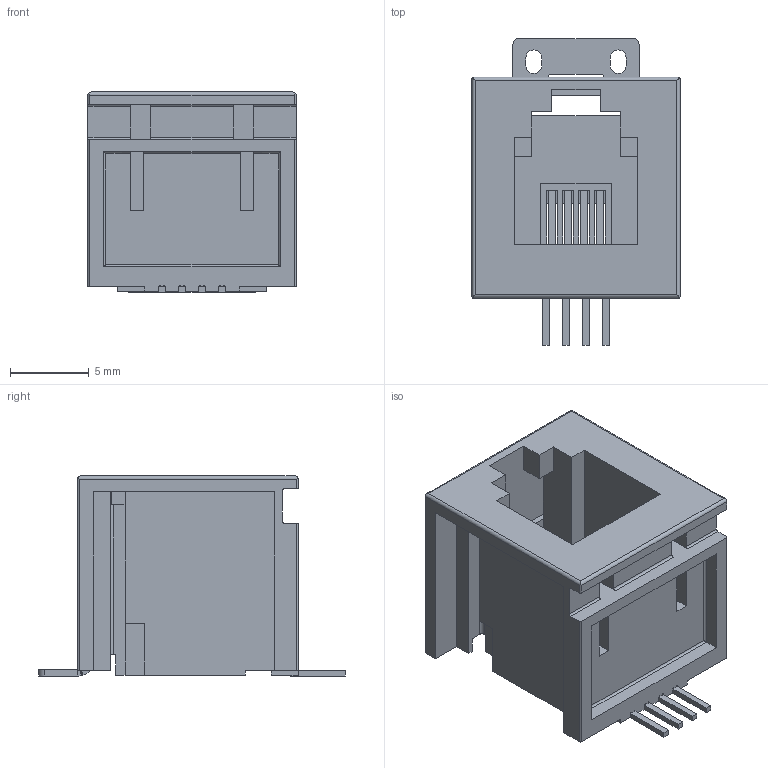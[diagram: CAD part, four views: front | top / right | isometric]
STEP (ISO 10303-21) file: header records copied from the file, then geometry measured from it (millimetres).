
FILE_DESCRIPTION((''),'2;1');
FILE_NAME('98431_SW0001','2009-10-26T',('sspandia'),('FCI - ELX Division'),'PRO/ENGINEER BY PARAMETRIC TECHNOLOGY CORPORATION, 2008010','PRO/ENGINEER BY PARAMETRIC TECHNOLOGY CORPORATION, 2008010','');
FILE_SCHEMA(('CONFIG_CONTROL_DESIGN'));
Length unit declared in the file: millimetre
Products named in the file (1): 98431_SW0001
Bounding box: 13.21 x 19.48 x 12.7 mm (x, y, z)
Volume: 765.9 mm3; surface area: 2097 mm2
Topology: 1 solids, 1 shells, 578 faces, 1676 edges, 1084 vertices
Faces by surface type: plane 394, cylinder 172, bspline 12
Entity records: 19600 total; most frequent: CARTESIAN_POINT 4166, ORIENTED_EDGE 3352, DIRECTION 3090, EDGE_CURVE 1676, VECTOR 1266, LINE 1266, VERTEX_POINT 1084, AXIS2_PLACEMENT_3D 912
